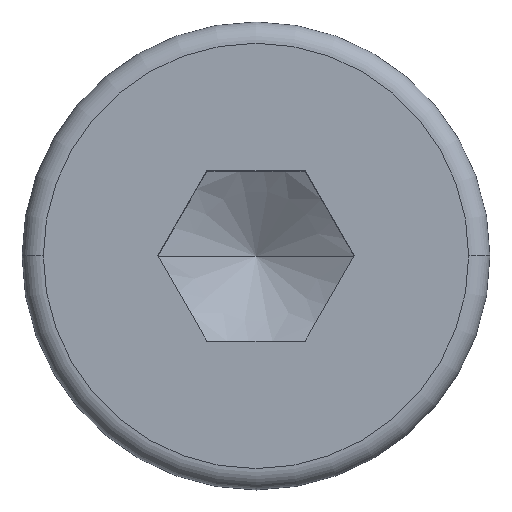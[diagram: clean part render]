
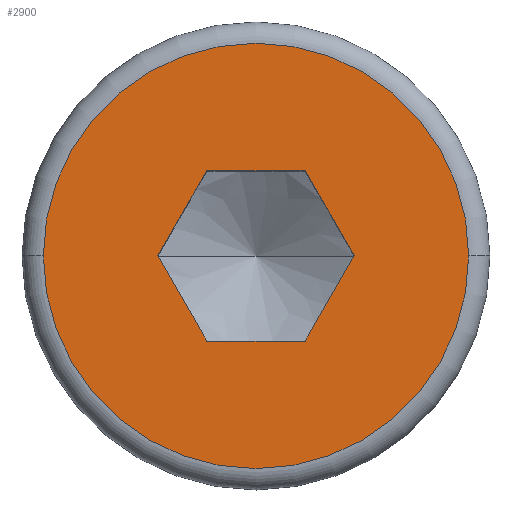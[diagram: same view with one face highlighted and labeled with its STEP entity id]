
A CAD part, top view. The second image highlights one B-rep face of the part: STEP entity #2900.
In plain terms, the highlighted planar face has unit normal (0, 0, 1).
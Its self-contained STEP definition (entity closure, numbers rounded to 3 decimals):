
#60=CARTESIAN_POINT('',(0.,0.,3.));
#70=DIRECTION('',(0.,0.,1.));
#80=DIRECTION('',(-1.,0.,0.));
#90=AXIS2_PLACEMENT_3D('',#60,#70,#80);
#100=CIRCLE('',#90,10.);
#110=CARTESIAN_POINT('',(0.,10.,3.));
#120=VERTEX_POINT('',#110);
#130=CARTESIAN_POINT('',(-10.,0.,3.));
#140=VERTEX_POINT('',#130);
#150=EDGE_CURVE('',#120,#140,#100,.T.);
#440=CARTESIAN_POINT('',(10.,0.,3.));
#450=VERTEX_POINT('',#440);
#480=EDGE_CURVE('',#450,#120,#100,.T.);
#970=CARTESIAN_POINT('',(2.309,4.,3.));
#980=VERTEX_POINT('',#970);
#1010=CARTESIAN_POINT('',(4.619,0.,3.));
#1020=DIRECTION('',(-0.5,0.866,0.));
#1030=VECTOR('',#1020,1.);
#1040=LINE('',#1010,#1030);
#1050=CARTESIAN_POINT('',(4.619,0.,3.));
#1060=VERTEX_POINT('',#1050);
#1070=EDGE_CURVE('',#1060,#980,#1040,.T.);
#2380=CARTESIAN_POINT('',(3.628,2.095,3.));
#2390=DIRECTION('',(0.,-0.,1.));
#2400=DIRECTION('',(0.866,0.5,0.));
#2410=AXIS2_PLACEMENT_3D('',#2380,#2390,#2400);
#2420=PLANE('',#2410);
#2430=CARTESIAN_POINT('',(0.,4.,3.));
#2440=DIRECTION('',(-1.,0.,0.));
#2450=VECTOR('',#2440,1.);
#2460=LINE('',#2430,#2450);
#2470=CARTESIAN_POINT('',(-2.309,4.,3.));
#2480=VERTEX_POINT('',#2470);
#2490=EDGE_CURVE('',#980,#2480,#2460,.T.);
#2500=ORIENTED_EDGE('',*,*,#2490,.F.);
#2510=CARTESIAN_POINT('',(-4.619,0.,3.));
#2520=DIRECTION('',(-0.5,-0.866,0.));
#2530=VECTOR('',#2520,1.);
#2540=LINE('',#2510,#2530);
#2550=CARTESIAN_POINT('',(-4.619,0.,3.));
#2560=VERTEX_POINT('',#2550);
#2570=EDGE_CURVE('',#2480,#2560,#2540,.T.);
#2580=ORIENTED_EDGE('',*,*,#2570,.F.);
#2590=CARTESIAN_POINT('',(-4.619,0.,3.));
#2600=DIRECTION('',(0.5,-0.866,0.));
#2610=VECTOR('',#2600,1.);
#2620=LINE('',#2590,#2610);
#2630=CARTESIAN_POINT('',(-2.309,-4.,3.));
#2640=VERTEX_POINT('',#2630);
#2650=EDGE_CURVE('',#2560,#2640,#2620,.T.);
#2660=ORIENTED_EDGE('',*,*,#2650,.F.);
#2670=CARTESIAN_POINT('',(0.,-4.,3.));
#2680=DIRECTION('',(1.,0.,0.));
#2690=VECTOR('',#2680,1.);
#2700=LINE('',#2670,#2690);
#2710=CARTESIAN_POINT('',(2.309,-4.,3.));
#2720=VERTEX_POINT('',#2710);
#2730=EDGE_CURVE('',#2640,#2720,#2700,.T.);
#2740=ORIENTED_EDGE('',*,*,#2730,.F.);
#2750=CARTESIAN_POINT('',(4.619,0.,3.));
#2760=DIRECTION('',(0.5,0.866,0.));
#2770=VECTOR('',#2760,1.);
#2780=LINE('',#2750,#2770);
#2790=EDGE_CURVE('',#2720,#1060,#2780,.T.);
#2800=ORIENTED_EDGE('',*,*,#2790,.F.);
#2810=ORIENTED_EDGE('',*,*,#1070,.F.);
#2820=EDGE_LOOP('',(#2810,#2800,#2740,#2660,#2580,#2500));
#2830=FACE_BOUND('',#2820,.T.);
#2840=EDGE_CURVE('',#140,#450,#100,.T.);
#2850=ORIENTED_EDGE('',*,*,#2840,.T.);
#2860=ORIENTED_EDGE('',*,*,#150,.T.);
#2870=ORIENTED_EDGE('',*,*,#480,.T.);
#2880=EDGE_LOOP('',(#2870,#2860,#2850));
#2890=FACE_OUTER_BOUND('',#2880,.T.);
#2900=ADVANCED_FACE('',(#2830,#2890),#2420,.T.);
